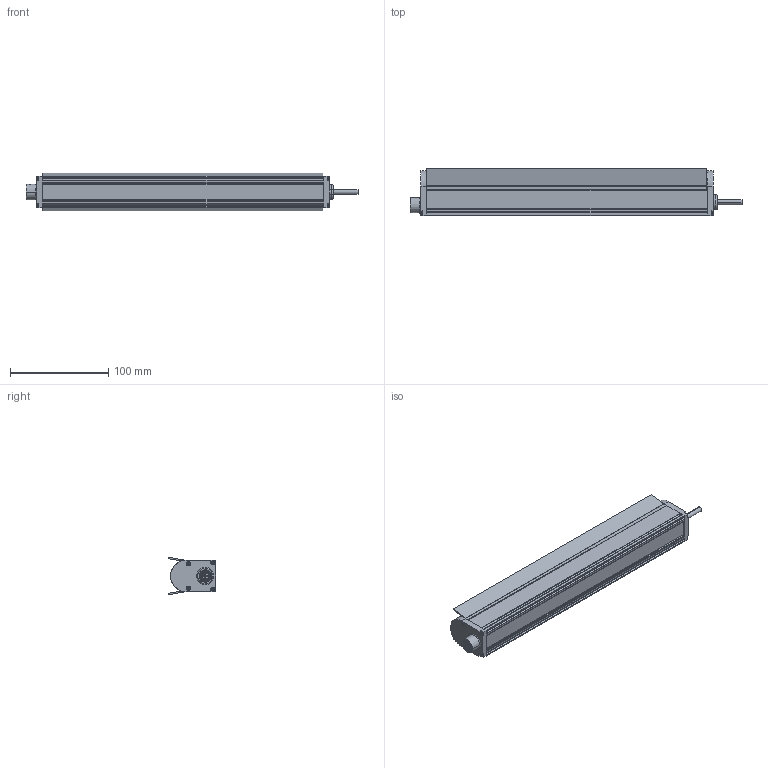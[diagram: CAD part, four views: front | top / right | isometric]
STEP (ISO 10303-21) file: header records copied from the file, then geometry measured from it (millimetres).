
FILE_DESCRIPTION((''),'2;1');
FILE_NAME('241016_SM01_ASM','2024-05-29T09:27:35',('banengservice'),('BANNER ENGINEERING'),'CREO PARAMETRIC BY PTC INC, 2022414','CREO PARAMETRIC BY PTC INC, 2022414','');
FILE_SCHEMA(('CONFIG_CONTROL_DESIGN'));
Products named in the file (2): 241016_EP01; 241016_SM01_ASM
Assembly tree (1 placements, depth 2):
  241016_SM01_ASM
    241016_EP01
Bounding box: 338.44 x 48 x 38.26 mm (x, y, z)
Volume: 405938.4 mm3; surface area: 73781.7 mm2
Topology: 1 solids, 1 shells, 1345 faces, 4019 edges, 2573 vertices
Faces by surface type: cylinder 534, plane 499, bspline 171, cone 67, torus 48, sphere 26
Entity records: 128991 total; most frequent: CARTESIAN_POINT 94314, ORIENTED_EDGE 8038, DIRECTION 6346, EDGE_CURVE 4019, VERTEX_POINT 2573, AXIS2_PLACEMENT_3D 2231, VECTOR 1884, LINE 1884
